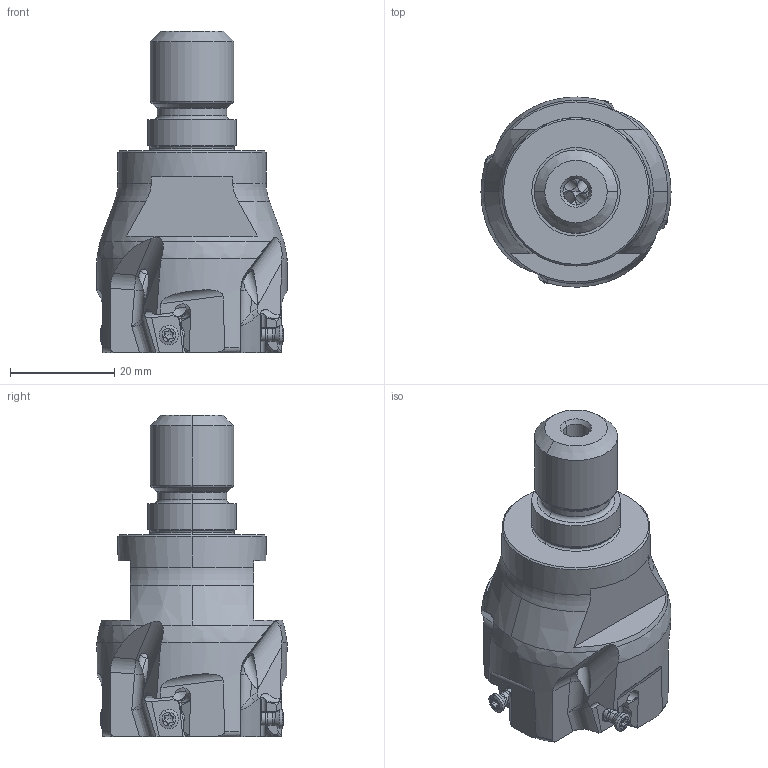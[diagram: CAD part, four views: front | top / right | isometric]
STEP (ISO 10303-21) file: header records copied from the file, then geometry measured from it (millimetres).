
FILE_DESCRIPTION(/* description */ (''),/* implementation_level */ '2;1');
FILE_NAME(/* name */ 'VPX200UR2404AM1640.stp',/* time_stamp */ '2021-09-08T11:38:25+09:00',/* author */ (''),/* organization */ (''),/* preprocessor_version */ 'ST-DEVELOPER v16',/* originating_system */ 'SIEMENS PLM Software NX 10.0',/* authorisation */ '');
FILE_SCHEMA (('AUTOMOTIVE_DESIGN { 1 0 10303 214 3 1 1 1 }'));
Length unit declared in the file: millimetre
Products named in the file (1): VPX200UR2404AM1640_ASM
Bounding box: 36.5 x 36.49 x 61.8 mm (x, y, z)
Volume: 33652.4 mm3; surface area: 9183.4 mm2
Topology: 5 solids, 5 shells, 457 faces, 1324 edges, 873 vertices
Faces by surface type: cylinder 194, plane 115, cone 68, torus 40, extrusion 20, bspline 12, sphere 8
Entity records: 20781 total; most frequent: CARTESIAN_POINT 8846, ORIENTED_EDGE 2592, DIRECTION 2384, EDGE_CURVE 1296, AXIS2_PLACEMENT_3D 963, VERTEX_POINT 866, EDGE_LOOP 482, VECTOR 458
